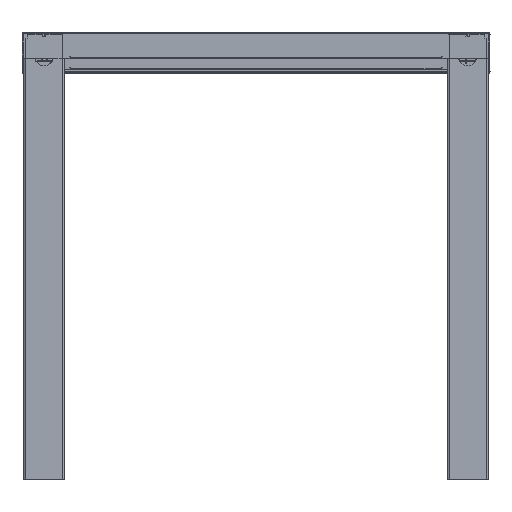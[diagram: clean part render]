
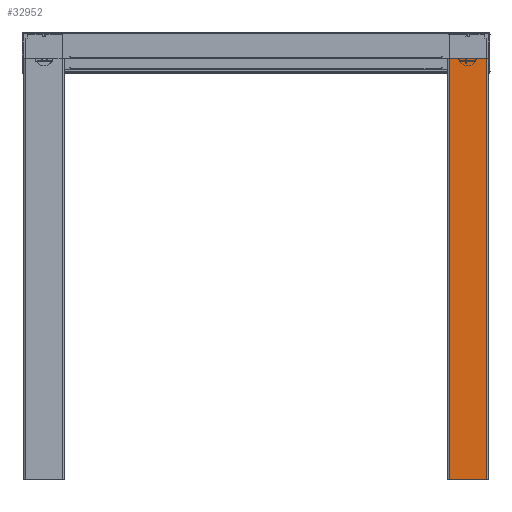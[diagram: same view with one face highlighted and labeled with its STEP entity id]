
A CAD part, front view. The second image highlights one B-rep face of the part: STEP entity #32952.
In plain terms, the highlighted planar face has unit normal (0, -1, 0).
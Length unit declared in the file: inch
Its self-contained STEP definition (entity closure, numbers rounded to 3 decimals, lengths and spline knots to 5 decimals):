
#1647 = LINE ( 'NONE', #20520, #2074 ) ;
#1702 = DIRECTION ( 'NONE',  ( 0., 0., 1. ) ) ;
#1833 = PLANE ( 'NONE',  #16162 ) ;
#2040 = CARTESIAN_POINT ( 'NONE',  ( -0.98425, 0., -11.83858 ) ) ;
#2074 = VECTOR ( 'NONE', #17445, 39.37008 ) ;
#2242 = VECTOR ( 'NONE', #26882, 39.37008 ) ;
#3321 = VECTOR ( 'NONE', #30246, 39.37008 ) ;
#3401 = DIRECTION ( 'NONE',  ( -1., 0., 0. ) ) ;
#3570 = DIRECTION ( 'NONE',  ( 0., 0., -1. ) ) ;
#4691 = FACE_OUTER_BOUND ( 'NONE', #11341, .T. ) ;
#5295 = DIRECTION ( 'NONE',  ( 0., 1., 0. ) ) ;
#6879 = DIRECTION ( 'NONE',  ( -1., 0., 0. ) ) ;
#7037 = CARTESIAN_POINT ( 'NONE',  ( 0.98425, 0., 11.64173 ) ) ;
#7049 = CARTESIAN_POINT ( 'NONE',  ( 0.88583, 0., 11.64173 ) ) ;
#7129 = EDGE_CURVE ( 'NONE', #29164, #22251, #34037, .T. ) ;
#7563 = ORIENTED_EDGE ( 'NONE', *, *, #35721, .F. ) ;
#8567 = LINE ( 'NONE', #21079, #32266 ) ;
#10164 = LINE ( 'NONE', #37636, #16214 ) ;
#11341 = EDGE_LOOP ( 'NONE', ( #36881, #12332, #20220, #23384, #16222, #37544, #32380, #7563, #35123, #16250 ) ) ;
#11589 = LINE ( 'NONE', #23690, #3321 ) ;
#12238 = VECTOR ( 'NONE', #6879, 39.37008 ) ;
#12332 = ORIENTED_EDGE ( 'NONE', *, *, #7129, .F. ) ;
#12947 = CARTESIAN_POINT ( 'NONE',  ( 1.00394, 0., 11.83858 ) ) ;
#13534 = VERTEX_POINT ( 'NONE', #7049 ) ;
#14601 = VECTOR ( 'NONE', #3570, 39.37008 ) ;
#15312 = EDGE_CURVE ( 'NONE', #16520, #22251, #1647, .T. ) ;
#15915 = EDGE_CURVE ( 'NONE', #13534, #20632, #8567, .T. ) ;
#16162 = AXIS2_PLACEMENT_3D ( 'NONE', #21106, #5295, #17827 ) ;
#16214 = VECTOR ( 'NONE', #3401, 39.37008 ) ;
#16222 = ORIENTED_EDGE ( 'NONE', *, *, #16377, .F. ) ;
#16250 = ORIENTED_EDGE ( 'NONE', *, *, #33686, .T. ) ;
#16377 = EDGE_CURVE ( 'NONE', #16612, #30792, #37213, .T. ) ;
#16520 = VERTEX_POINT ( 'NONE', #31881 ) ;
#16612 = VERTEX_POINT ( 'NONE', #7037 ) ;
#17445 = DIRECTION ( 'NONE',  ( 0., 0., 1. ) ) ;
#17462 = CARTESIAN_POINT ( 'NONE',  ( 0.08858, 0., 11.83858 ) ) ;
#17827 = DIRECTION ( 'NONE',  ( 0., 0., 1. ) ) ;
#18888 = DIRECTION ( 'NONE',  ( 1., 0., 0. ) ) ;
#18897 = CARTESIAN_POINT ( 'NONE',  ( -0.08858, 0., 11.83858 ) ) ;
#20220 = ORIENTED_EDGE ( 'NONE', *, *, #23295, .F. ) ;
#20297 = CARTESIAN_POINT ( 'NONE',  ( 0.08858, 0., 11.74016 ) ) ;
#20520 = CARTESIAN_POINT ( 'NONE',  ( -0.08858, 0., 11.83858 ) ) ;
#20632 = VERTEX_POINT ( 'NONE', #39073 ) ;
#21079 = CARTESIAN_POINT ( 'NONE',  ( 0.88583, 0., 11.83858 ) ) ;
#21106 = CARTESIAN_POINT ( 'NONE',  ( 1.08268, 0., 11.83858 ) ) ;
#21279 = DIRECTION ( 'NONE',  ( 0., 0., 1. ) ) ;
#21280 = VERTEX_POINT ( 'NONE', #2040 ) ;
#21641 = EDGE_CURVE ( 'NONE', #30792, #21280, #11589, .T. ) ;
#22251 = VERTEX_POINT ( 'NONE', #18897 ) ;
#22494 = LINE ( 'NONE', #35009, #12238 ) ;
#23295 = EDGE_CURVE ( 'NONE', #21280, #29164, #27113, .T. ) ;
#23384 = ORIENTED_EDGE ( 'NONE', *, *, #21641, .F. ) ;
#23690 = CARTESIAN_POINT ( 'NONE',  ( -1.00394, 0., -11.83858 ) ) ;
#24770 = VECTOR ( 'NONE', #18888, 39.37008 ) ;
#25008 = EDGE_CURVE ( 'NONE', #33152, #29429, #39390, .T. ) ;
#25288 = CARTESIAN_POINT ( 'NONE',  ( 0.98425, 0., 11.83858 ) ) ;
#26882 = DIRECTION ( 'NONE',  ( 0., 0., -1. ) ) ;
#27113 = LINE ( 'NONE', #30610, #38145 ) ;
#27293 = CARTESIAN_POINT ( 'NONE',  ( -0.98425, 0., 11.83858 ) ) ;
#28938 = LINE ( 'NONE', #12947, #24770 ) ;
#29164 = VERTEX_POINT ( 'NONE', #27293 ) ;
#29429 = VERTEX_POINT ( 'NONE', #20297 ) ;
#30246 = DIRECTION ( 'NONE',  ( -1., 0., 0. ) ) ;
#30610 = CARTESIAN_POINT ( 'NONE',  ( -0.98425, 0., 11.83858 ) ) ;
#30740 = CARTESIAN_POINT ( 'NONE',  ( 0.08858, 0., 11.83858 ) ) ;
#30747 = DIRECTION ( 'NONE',  ( 1., 0., 0. ) ) ;
#30792 = VERTEX_POINT ( 'NONE', #40163 ) ;
#31881 = CARTESIAN_POINT ( 'NONE',  ( -0.08858, 0., 11.74016 ) ) ;
#32266 = VECTOR ( 'NONE', #21279, 39.37008 ) ;
#32380 = ORIENTED_EDGE ( 'NONE', *, *, #15915, .T. ) ;
#32632 = EDGE_CURVE ( 'NONE', #16612, #13534, #22494, .T. ) ;
#32952 = ADVANCED_FACE ( 'NONE', ( #4691 ), #1833, .F. ) ;
#33152 = VERTEX_POINT ( 'NONE', #30740 ) ;
#33635 = CARTESIAN_POINT ( 'NONE',  ( 1.00394, 0., 11.83858 ) ) ;
#33686 = EDGE_CURVE ( 'NONE', #29429, #16520, #10164, .T. ) ;
#33858 = VECTOR ( 'NONE', #30747, 39.37008 ) ;
#34037 = LINE ( 'NONE', #33635, #33858 ) ;
#35009 = CARTESIAN_POINT ( 'NONE',  ( 0.88583, 0., 11.64173 ) ) ;
#35123 = ORIENTED_EDGE ( 'NONE', *, *, #25008, .T. ) ;
#35721 = EDGE_CURVE ( 'NONE', #33152, #20632, #28938, .T. ) ;
#36881 = ORIENTED_EDGE ( 'NONE', *, *, #15312, .T. ) ;
#37213 = LINE ( 'NONE', #25288, #14601 ) ;
#37544 = ORIENTED_EDGE ( 'NONE', *, *, #32632, .T. ) ;
#37636 = CARTESIAN_POINT ( 'NONE',  ( -0.08858, 0., 11.74016 ) ) ;
#38145 = VECTOR ( 'NONE', #1702, 39.37008 ) ;
#39073 = CARTESIAN_POINT ( 'NONE',  ( 0.88583, 0., 11.83858 ) ) ;
#39390 = LINE ( 'NONE', #17462, #2242 ) ;
#40163 = CARTESIAN_POINT ( 'NONE',  ( 0.98425, 0., -11.83858 ) ) ;
